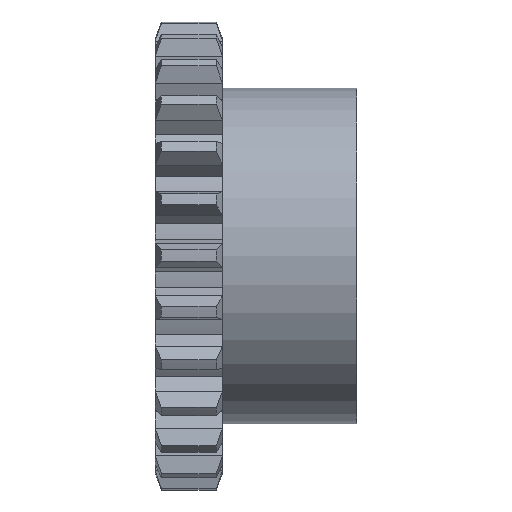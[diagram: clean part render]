
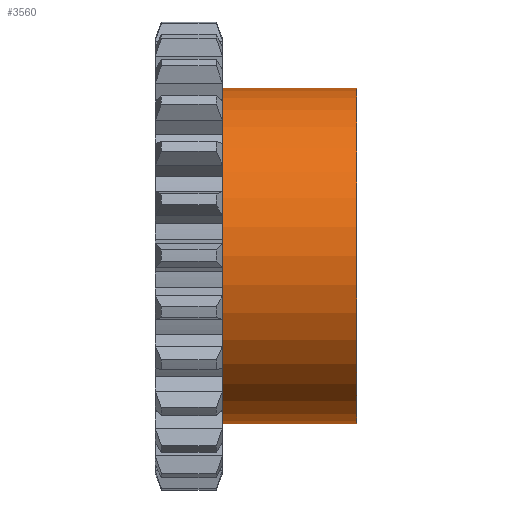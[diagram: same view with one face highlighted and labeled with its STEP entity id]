
A CAD part, top view. The second image highlights one B-rep face of the part: STEP entity #3560.
In plain terms, the highlighted cylindrical face has radius 5 mm (diameter 10 mm), a full revolution.
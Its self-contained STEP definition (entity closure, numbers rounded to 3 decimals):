
#494=FACE_OUTER_BOUND('',#707,.T.);
#707=EDGE_LOOP('',(#2456,#2457,#2458,#2459));
#923=LINE('',#5191,#1185);
#1185=VECTOR('',#4181,5.);
#1449=CIRCLE('',#3797,5.);
#1450=CIRCLE('',#3798,5.);
#1610=VERTEX_POINT('',#5188);
#1611=VERTEX_POINT('',#5190);
#1928=EDGE_CURVE('',#1610,#1610,#1449,.T.);
#1929=EDGE_CURVE('',#1610,#1611,#923,.T.);
#1930=EDGE_CURVE('',#1611,#1611,#1450,.T.);
#2456=ORIENTED_EDGE('',*,*,#1928,.T.);
#2457=ORIENTED_EDGE('',*,*,#1929,.T.);
#2458=ORIENTED_EDGE('',*,*,#1930,.F.);
#2459=ORIENTED_EDGE('',*,*,#1929,.F.);
#3506=CYLINDRICAL_SURFACE('',#3796,5.);
#3560=ADVANCED_FACE('',(#494),#3506,.T.);
#3796=AXIS2_PLACEMENT_3D('',#5187,#4177,#4178);
#3797=AXIS2_PLACEMENT_3D('',#5189,#4179,#4180);
#3798=AXIS2_PLACEMENT_3D('',#5192,#4182,#4183);
#4177=DIRECTION('center_axis',(1.,0.,0.));
#4178=DIRECTION('ref_axis',(0.,1.,0.));
#4179=DIRECTION('center_axis',(-1.,0.,0.));
#4180=DIRECTION('ref_axis',(0.,1.,0.));
#4181=DIRECTION('',(-1.,0.,0.));
#4182=DIRECTION('center_axis',(-1.,0.,0.));
#4183=DIRECTION('ref_axis',(0.,1.,0.));
#5187=CARTESIAN_POINT('Origin',(4.,0.,0.));
#5188=CARTESIAN_POINT('',(6.,-5.,0.));
#5189=CARTESIAN_POINT('Origin',(6.,0.,0.));
#5190=CARTESIAN_POINT('',(2.,-5.,0.));
#5191=CARTESIAN_POINT('',(4.,-5.,0.));
#5192=CARTESIAN_POINT('Origin',(2.,0.,0.));
